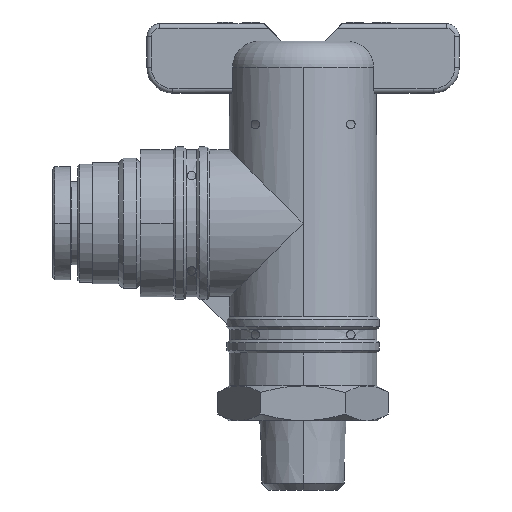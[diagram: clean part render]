
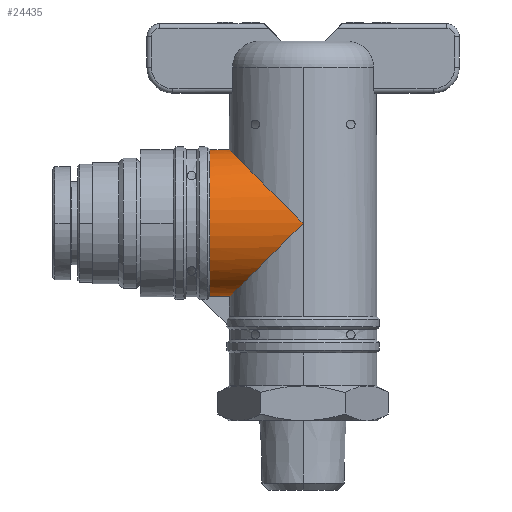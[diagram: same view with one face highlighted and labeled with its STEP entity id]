
A CAD part, left-side view. The second image highlights one B-rep face of the part: STEP entity #24435.
In plain terms, the highlighted cylindrical face has radius 8.5 mm (diameter 17 mm), a partial arc.
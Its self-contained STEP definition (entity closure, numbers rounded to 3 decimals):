
#303=CARTESIAN_POINT('',(-0.1,2.675,12.275));
#304=VERTEX_POINT('',#303);
#305=CARTESIAN_POINT('',(-0.1,4.925,12.275));
#306=VERTEX_POINT('',#305);
#307=CARTESIAN_POINT('',(-0.1,2.675,12.275));
#308=DIRECTION('',(0.0,1.0,0.0));
#309=VECTOR('',#308,2.25);
#310=LINE('',#307,#309);
#311=EDGE_CURVE('',#304,#306,#310,.T.);
#322=CARTESIAN_POINT('',(-0.1,2.675,-4.725));
#323=VERTEX_POINT('',#322);
#331=CARTESIAN_POINT('',(-0.1,4.925,-4.725));
#332=VERTEX_POINT('',#331);
#333=CARTESIAN_POINT('',(-0.1,4.925,-4.725));
#334=DIRECTION('',(0.0,-1.0,0.0));
#335=VECTOR('',#334,2.25);
#336=LINE('',#333,#335);
#337=EDGE_CURVE('',#332,#323,#336,.T.);
#560=CARTESIAN_POINT('',(-8.6,-5.825,3.775));
#561=VERTEX_POINT('',#560);
#562=CARTESIAN_POINT('',(-0.1,-5.825,3.775));
#563=DIRECTION('',(0.0,0.707,-0.707));
#564=DIRECTION('',(0.0,0.707,0.707));
#565=AXIS2_PLACEMENT_3D('',#562,#563,#564);
#566=ELLIPSE('',#565,12.021,8.5);
#567=EDGE_CURVE('',#561,#304,#566,.T.);
#873=CARTESIAN_POINT('',(-0.1,-5.825,3.775));
#874=DIRECTION('',(0.0,0.707,0.707));
#875=DIRECTION('',(0.0,-0.707,0.707));
#876=AXIS2_PLACEMENT_3D('',#873,#874,#875);
#877=ELLIPSE('',#876,12.021,8.5);
#878=EDGE_CURVE('',#323,#561,#877,.T.);
#21481=CARTESIAN_POINT('',(-0.1,4.925,3.775));
#21482=DIRECTION('',(0.0,-1.0,0.0));
#21483=DIRECTION('',(1.0,0.0,0.0));
#21484=AXIS2_PLACEMENT_3D('',#21481,#21482,#21483);
#21485=CIRCLE('',#21484,8.5);
#21486=EDGE_CURVE('',#306,#332,#21485,.T.);
#24423=CARTESIAN_POINT('',(-0.1,12.925,3.775));
#24424=DIRECTION('',(0.0,-1.0,0.0));
#24425=DIRECTION('',(1.0,0.0,0.0));
#24426=AXIS2_PLACEMENT_3D('',#24423,#24424,#24425);
#24427=CYLINDRICAL_SURFACE('',#24426,8.5);
#24428=ORIENTED_EDGE('',*,*,#311,.T.);
#24429=ORIENTED_EDGE('',*,*,#21486,.T.);
#24430=ORIENTED_EDGE('',*,*,#337,.T.);
#24431=ORIENTED_EDGE('',*,*,#878,.T.);
#24432=ORIENTED_EDGE('',*,*,#567,.T.);
#24433=EDGE_LOOP('',(#24428,#24429,#24430,#24431,#24432));
#24434=FACE_OUTER_BOUND('',#24433,.T.);
#24435=ADVANCED_FACE('',(#24434),#24427,.T.);
